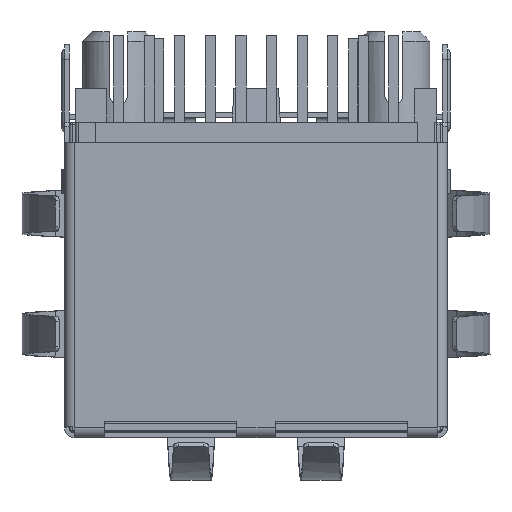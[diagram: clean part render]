
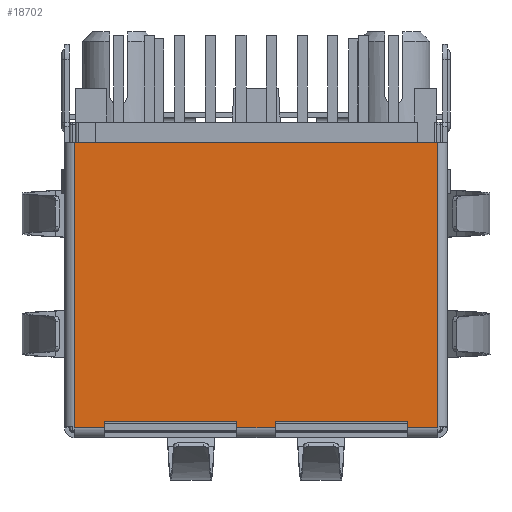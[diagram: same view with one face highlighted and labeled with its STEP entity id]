
A CAD part, left-side view. The second image highlights one B-rep face of the part: STEP entity #18702.
In plain terms, the highlighted face is planar.
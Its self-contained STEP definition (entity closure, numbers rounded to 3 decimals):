
#2414=ORIENTED_EDGE('',*,*,#7639,.F.);
#2415=ORIENTED_EDGE('',*,*,#7640,.F.);
#2416=ORIENTED_EDGE('',*,*,#7641,.T.);
#2417=ORIENTED_EDGE('',*,*,#7398,.F.);
#2418=ORIENTED_EDGE('',*,*,#7407,.F.);
#2419=ORIENTED_EDGE('',*,*,#7395,.F.);
#2420=ORIENTED_EDGE('',*,*,#7642,.F.);
#2421=ORIENTED_EDGE('',*,*,#7643,.F.);
#2422=ORIENTED_EDGE('',*,*,#7644,.T.);
#2423=ORIENTED_EDGE('',*,*,#7632,.T.);
#2424=ORIENTED_EDGE('',*,*,#7645,.F.);
#2425=ORIENTED_EDGE('',*,*,#7646,.F.);
#2426=ORIENTED_EDGE('',*,*,#7647,.T.);
#2427=ORIENTED_EDGE('',*,*,#7636,.T.);
#7395=EDGE_CURVE('',#10078,#10079,#11859,.T.);
#7398=EDGE_CURVE('',#10080,#10081,#11860,.F.);
#7407=EDGE_CURVE('',#10079,#10080,#11864,.F.);
#7632=EDGE_CURVE('',#10263,#10261,#11959,.F.);
#7636=EDGE_CURVE('',#10267,#10265,#11963,.F.);
#7639=EDGE_CURVE('',#10269,#10265,#11966,.T.);
#7640=EDGE_CURVE('',#10270,#10269,#11967,.F.);
#7641=EDGE_CURVE('',#10270,#10081,#11968,.T.);
#7642=EDGE_CURVE('',#10271,#10078,#11969,.T.);
#7643=EDGE_CURVE('',#10272,#10271,#11970,.F.);
#7644=EDGE_CURVE('',#10272,#10263,#11971,.T.);
#7645=EDGE_CURVE('',#10273,#10261,#11972,.T.);
#7646=EDGE_CURVE('',#10274,#10273,#11973,.F.);
#7647=EDGE_CURVE('',#10274,#10267,#11974,.T.);
#10078=VERTEX_POINT('',#33775);
#10079=VERTEX_POINT('',#33776);
#10080=VERTEX_POINT('',#33787);
#10081=VERTEX_POINT('',#33788);
#10261=VERTEX_POINT('',#35222);
#10263=VERTEX_POINT('',#35225);
#10265=VERTEX_POINT('',#35231);
#10267=VERTEX_POINT('',#35234);
#10269=VERTEX_POINT('',#35240);
#10270=VERTEX_POINT('',#35242);
#10271=VERTEX_POINT('',#35245);
#10272=VERTEX_POINT('',#35247);
#10273=VERTEX_POINT('',#35250);
#10274=VERTEX_POINT('',#35252);
#11859=LINE('',#33774,#13801);
#11860=LINE('',#33786,#13802);
#11864=LINE('',#33818,#13806);
#11959=LINE('',#35224,#13901);
#11963=LINE('',#35233,#13905);
#11966=LINE('',#35239,#13908);
#11967=LINE('',#35241,#13909);
#11968=LINE('',#35243,#13910);
#11969=LINE('',#35244,#13911);
#11970=LINE('',#35246,#13912);
#11971=LINE('',#35248,#13913);
#11972=LINE('',#35249,#13914);
#11973=LINE('',#35251,#13915);
#11974=LINE('',#35253,#13916);
#13801=VECTOR('',#28622,1000.);
#13802=VECTOR('',#28625,1000.);
#13806=VECTOR('',#28635,1000.);
#13901=VECTOR('',#28856,1000.);
#13905=VECTOR('',#28862,1000.);
#13908=VECTOR('',#28867,1000.);
#13909=VECTOR('',#28868,1000.);
#13910=VECTOR('',#28869,1000.);
#13911=VECTOR('',#28870,1000.);
#13912=VECTOR('',#28871,1000.);
#13913=VECTOR('',#28872,1000.);
#13914=VECTOR('',#28873,1000.);
#13915=VECTOR('',#28874,1000.);
#13916=VECTOR('',#28875,1000.);
#15693=EDGE_LOOP('',(#2414,#2415,#2416,#2417,#2418,#2419,#2420,#2421,#2422,
#2423,#2424,#2425,#2426,#2427));
#16844=FACE_BOUND('',#15693,.T.);
#17887=PLANE('',#26941);
#18702=ADVANCED_FACE('',(#16844),#17887,.F.);
#26941=AXIS2_PLACEMENT_3D('',#35238,#28865,#28866);
#28622=DIRECTION('',(0.,1.,0.));
#28625=DIRECTION('',(0.,1.,0.));
#28635=DIRECTION('',(1.,0.,0.));
#28856=DIRECTION('',(1.,0.,0.));
#28862=DIRECTION('',(1.,0.,0.));
#28865=DIRECTION('',(0.,0.,1.));
#28866=DIRECTION('',(1.,0.,0.));
#28867=DIRECTION('',(0.,1.,0.));
#28868=DIRECTION('',(-1.,0.,0.));
#28869=DIRECTION('',(0.,1.,0.));
#28870=DIRECTION('',(0.,1.,0.));
#28871=DIRECTION('',(-1.,0.,0.));
#28872=DIRECTION('',(0.,1.,0.));
#28873=DIRECTION('',(0.,1.,0.));
#28874=DIRECTION('',(-1.,0.,0.));
#28875=DIRECTION('',(0.,1.,0.));
#33774=CARTESIAN_POINT('',(7.55,6.325,-21.35));
#33775=CARTESIAN_POINT('',(7.55,0.45,-21.35));
#33776=CARTESIAN_POINT('',(7.55,12.25,-21.35));
#33786=CARTESIAN_POINT('',(-7.55,6.325,-21.35));
#33787=CARTESIAN_POINT('',(-7.55,12.25,-21.35));
#33788=CARTESIAN_POINT('',(-7.55,0.45,-21.35));
#33818=CARTESIAN_POINT('',(0.,12.25,-21.35));
#35222=CARTESIAN_POINT('',(0.8,0.65,-21.35));
#35224=CARTESIAN_POINT('',(3.55,0.65,-21.35));
#35225=CARTESIAN_POINT('',(6.3,0.65,-21.35));
#35231=CARTESIAN_POINT('',(-6.3,0.65,-21.35));
#35233=CARTESIAN_POINT('',(-3.55,0.65,-21.35));
#35234=CARTESIAN_POINT('',(-0.8,0.65,-21.35));
#35238=CARTESIAN_POINT('',(0.,6.325,-21.35));
#35239=CARTESIAN_POINT('',(-6.3,0.525,-21.35));
#35240=CARTESIAN_POINT('',(-6.3,0.4,-21.35));
#35241=CARTESIAN_POINT('',(-6.256,0.4,-21.35));
#35242=CARTESIAN_POINT('',(-7.55,0.4,-21.35));
#35243=CARTESIAN_POINT('',(-7.55,0.425,-21.35));
#35244=CARTESIAN_POINT('',(7.55,0.425,-21.35));
#35245=CARTESIAN_POINT('',(7.55,0.4,-21.35));
#35246=CARTESIAN_POINT('',(7.594,0.4,-21.35));
#35247=CARTESIAN_POINT('',(6.3,0.4,-21.35));
#35248=CARTESIAN_POINT('',(6.3,0.525,-21.35));
#35249=CARTESIAN_POINT('',(0.8,0.525,-21.35));
#35250=CARTESIAN_POINT('',(0.8,0.4,-21.35));
#35251=CARTESIAN_POINT('',(0.844,0.4,-21.35));
#35252=CARTESIAN_POINT('',(-0.8,0.4,-21.35));
#35253=CARTESIAN_POINT('',(-0.8,0.525,-21.35));
